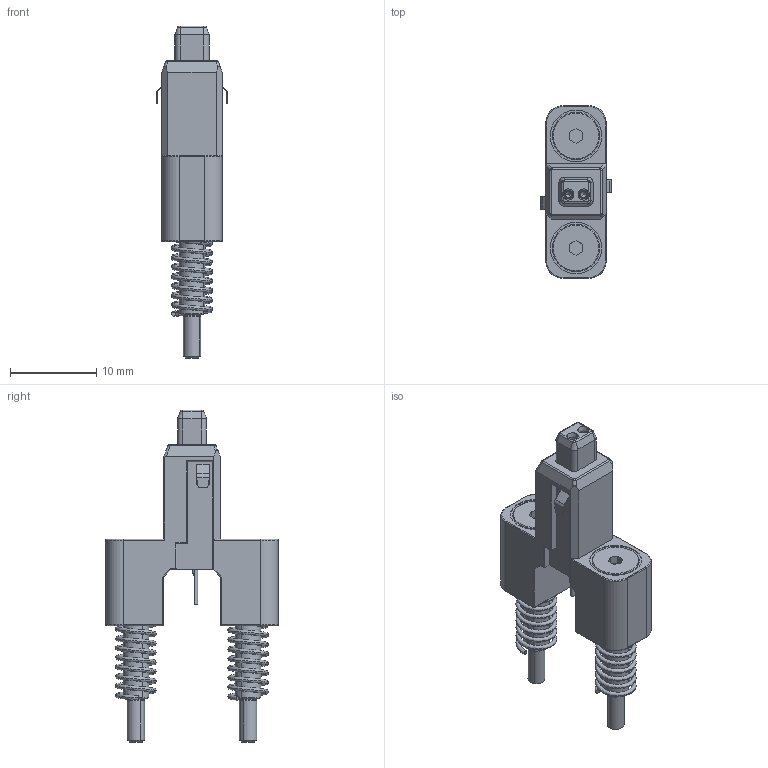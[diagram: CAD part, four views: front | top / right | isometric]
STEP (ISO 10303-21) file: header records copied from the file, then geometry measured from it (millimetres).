
FILE_DESCRIPTION (( 'STEP AP214' ), '1' );
FILE_NAME ('MOD-1039397-TC77 MATEnet-M 01 LA S.STEP', '2022-05-31T11:44:58', ( '' ), ( '' ), 'SwSTEP 2.0', 'SolidWorks 2020', '' );
FILE_SCHEMA (( 'AUTOMOTIVE_DESIGN' ));
Length unit declared in the file: millimetre
Products named in the file (1): MOD-1039397-TC77 MATEnet-M 01 LA S
Bounding box: 8.2 x 20 x 38.5 mm (x, y, z)
Volume: 1705 mm3; surface area: 1857.9 mm2
Topology: 1 solids, 1 shells, 537 faces, 1337 edges, 834 vertices
Faces by surface type: plane 276, cylinder 134, bspline 59, cone 36, torus 26, sphere 6
Entity records: 30383 total; most frequent: CARTESIAN_POINT 14205, ORIENTED_EDGE 2654, DIRECTION 2390, EDGE_CURVE 1327, VECTOR 872, LINE 872, VERTEX_POINT 834, AXIS2_PLACEMENT_3D 759
